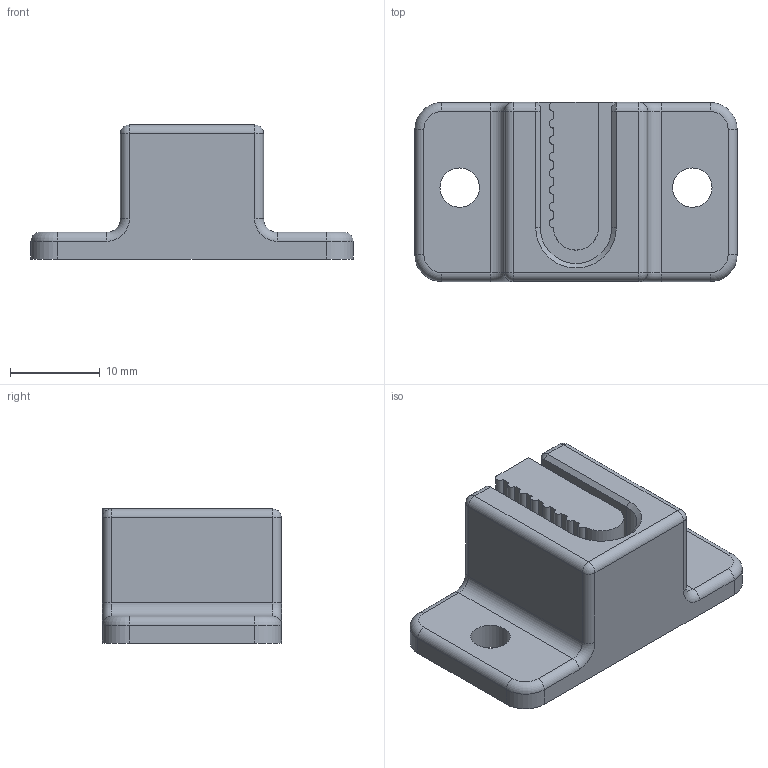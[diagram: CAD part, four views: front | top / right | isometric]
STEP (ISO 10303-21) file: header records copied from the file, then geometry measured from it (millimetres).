
FILE_DESCRIPTION(('FreeCAD Model'),'2;1');
FILE_NAME( 'Y Belt Clip.step', '2017-04-28T03:32:31',('Ax Smith-Laffin'),('AxMod Box Mods Limited'), 'Open CASCADE STEP processor 6.8','FreeCAD','Unknown');
FILE_SCHEMA(('AUTOMOTIVE_DESIGN_CC2 { 1 2 10303 214 -1 1 5 4 }'));
Length unit declared in the file: millimetre
Products named in the file (2): ASSEMBLY; Y_Belt_Clip
Assembly tree (1 placements, depth 2):
  ASSEMBLY
    Y_Belt_Clip
Bounding box: 36 x 20 x 15 mm (x, y, z)
Volume: 5425.7 mm3; surface area: 3135.1 mm2
Topology: 1 solids, 1 shells, 74 faces, 188 edges, 112 vertices
Faces by surface type: cylinder 33, plane 26, torus 8, sphere 4, cone 3
Full cylindrical faces by diameter (mm): 4.4 x2
Entity records: 4601 total; most frequent: CARTESIAN_POINT 866, DIRECTION 710, LINE 377, VECTOR 377, ORIENTED_EDGE 368, PCURVE 368, DEFINITIONAL_REPRESENTATION 368, EDGE_CURVE 184
